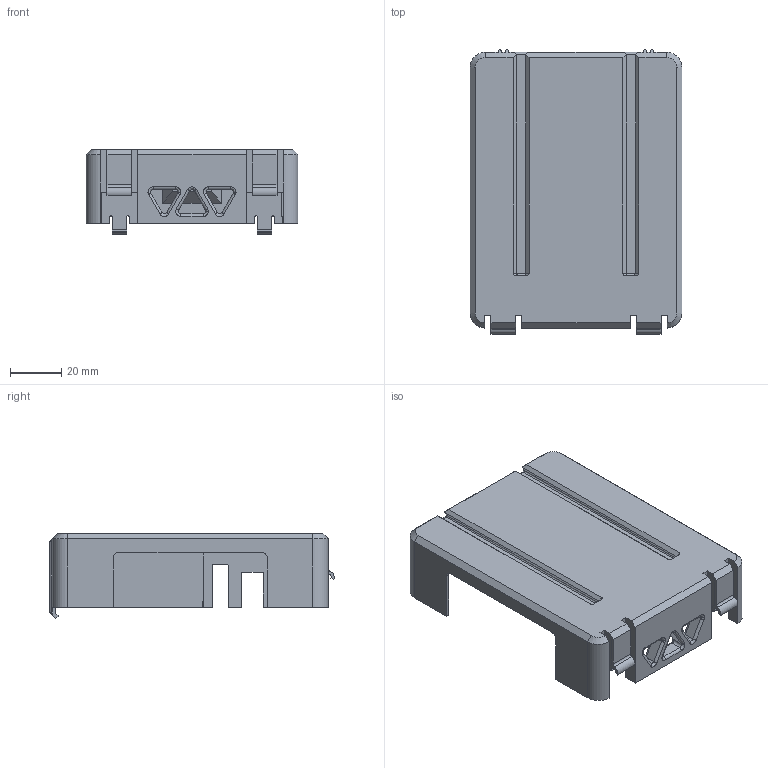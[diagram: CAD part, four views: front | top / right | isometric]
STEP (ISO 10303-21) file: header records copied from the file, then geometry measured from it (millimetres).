
FILE_DESCRIPTION (( 'STEP AP214' ), '1' );
FILE_NAME ('PCBCase_Top_mod_kurz.STEP', '2019-08-15T10:50:52', ( '' ), ( '' ), 'SwSTEP 2.0', 'SolidWorks 2012', '' );
FILE_SCHEMA (( 'AUTOMOTIVE_DESIGN' ));
Length unit declared in the file: millimetre
Products named in the file (1): PCBCase_Top_mod_kurz
Bounding box: 83 x 111.39 x 33.2 mm (x, y, z)
Volume: 27573.1 mm3; surface area: 42633.8 mm2
Topology: 5 solids, 5 shells, 406 faces, 1104 edges, 706 vertices
Faces by surface type: plane 242, cylinder 123, bspline 22, torus 11, cone 8
Entity records: 13514 total; most frequent: CARTESIAN_POINT 3260, ORIENTED_EDGE 2200, DIRECTION 2041, EDGE_CURVE 1100, LINE 797, VECTOR 797, VERTEX_POINT 706, AXIS2_PLACEMENT_3D 622
